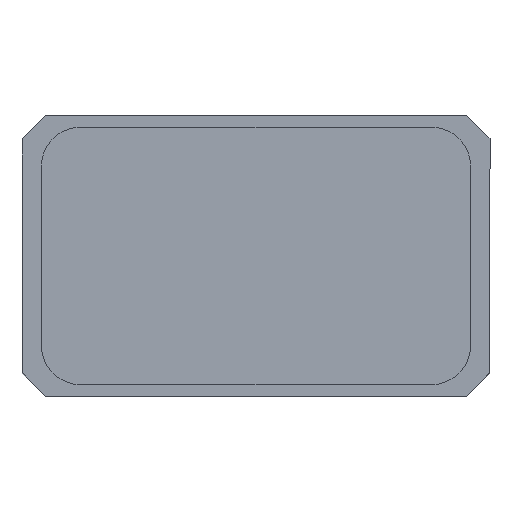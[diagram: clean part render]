
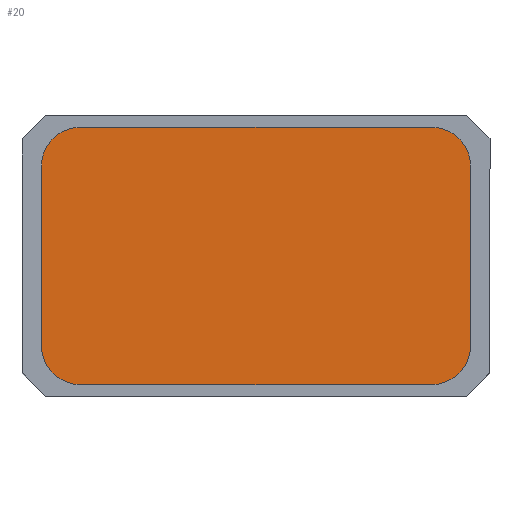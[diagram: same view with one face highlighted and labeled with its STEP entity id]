
A CAD part, top view. The second image highlights one B-rep face of the part: STEP entity #20.
In plain terms, the highlighted planar face has unit normal (0, 0, 1).
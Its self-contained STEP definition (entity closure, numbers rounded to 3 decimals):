
#20 = ADVANCED_FACE ( 'NONE', ( #502 ), #230, .F. ) ;
#27 = VERTEX_POINT ( 'NONE', #259 ) ;
#29 = VERTEX_POINT ( 'NONE', #264 ) ;
#30 = VERTEX_POINT ( 'NONE', #260 ) ;
#32 = VERTEX_POINT ( 'NONE', #266 ) ;
#33 = VERTEX_POINT ( 'NONE', #267 ) ;
#36 = VERTEX_POINT ( 'NONE', #269 ) ;
#37 = VERTEX_POINT ( 'NONE', #270 ) ;
#48 = VERTEX_POINT ( 'NONE', #281 ) ;
#229 = CARTESIAN_POINT ( 'NONE',  ( -2.25, -1.15, 1.2 ) ) ;
#230 = PLANE ( 'NONE',  #817 ) ;
#239 = DIRECTION ( 'NONE',  ( 0., 0., -1. ) ) ;
#240 = DIRECTION ( 'NONE',  ( -1., 0., 0. ) ) ;
#259 = CARTESIAN_POINT ( 'NONE',  ( 2.25, 1.65, 1.2 ) ) ;
#260 = CARTESIAN_POINT ( 'NONE',  ( 2.75, -1.15, 1.2 ) ) ;
#264 = CARTESIAN_POINT ( 'NONE',  ( 2.25, -1.65, 1.2 ) ) ;
#266 = CARTESIAN_POINT ( 'NONE',  ( -2.25, -1.65, 1.2 ) ) ;
#267 = CARTESIAN_POINT ( 'NONE',  ( -2.75, -1.15, 1.2 ) ) ;
#269 = CARTESIAN_POINT ( 'NONE',  ( -2.25, 1.65, 1.2 ) ) ;
#270 = CARTESIAN_POINT ( 'NONE',  ( 2.75, 1.15, 1.2 ) ) ;
#281 = CARTESIAN_POINT ( 'NONE',  ( -2.75, 1.15, 1.2 ) ) ;
#328 = CARTESIAN_POINT ( 'NONE',  ( -2.75, -1.15, 1.2 ) ) ;
#329 = DIRECTION ( 'NONE',  ( 0., -1., 0. ) ) ;
#337 = CARTESIAN_POINT ( 'NONE',  ( -2.25, 1.65, 1.2 ) ) ;
#340 = CARTESIAN_POINT ( 'NONE',  ( 2.25, -1.15, 1.2 ) ) ;
#341 = DIRECTION ( 'NONE',  ( 0., 0., 1. ) ) ;
#342 = DIRECTION ( 'NONE',  ( 1., 0., 0. ) ) ;
#346 = CARTESIAN_POINT ( 'NONE',  ( 2.25, 1.15, 1.2 ) ) ;
#347 = DIRECTION ( 'NONE',  ( -1., 0., 0. ) ) ;
#349 = DIRECTION ( 'NONE',  ( 0., 0., 1. ) ) ;
#350 = DIRECTION ( 'NONE',  ( -1., 0., 0. ) ) ;
#351 = CARTESIAN_POINT ( 'NONE',  ( 2.75, -1.15, 1.2 ) ) ;
#352 = DIRECTION ( 'NONE',  ( 0., 1., 0. ) ) ;
#361 = CARTESIAN_POINT ( 'NONE',  ( -2.25, 1.15, 1.2 ) ) ;
#362 = DIRECTION ( 'NONE',  ( 0., 0., 1. ) ) ;
#363 = DIRECTION ( 'NONE',  ( -1., 0., 0. ) ) ;
#377 = CARTESIAN_POINT ( 'NONE',  ( -2.25, -1.15, 1.2 ) ) ;
#385 = DIRECTION ( 'NONE',  ( 0., 0., 1. ) ) ;
#386 = DIRECTION ( 'NONE',  ( -1., 0., 0. ) ) ;
#393 = CARTESIAN_POINT ( 'NONE',  ( -2.25, -1.65, 1.2 ) ) ;
#394 = DIRECTION ( 'NONE',  ( 1., 0., 0. ) ) ;
#502 = FACE_OUTER_BOUND ( 'NONE', #768, .T. ) ;
#568 = VECTOR ( 'NONE', #394, 1000. ) ;
#569 = LINE ( 'NONE', #393, #568 ) ;
#571 = CIRCLE ( 'NONE', #807, 0.5 ) ;
#632 = ORIENTED_EDGE ( 'NONE', *, *, #851, .T. ) ;
#638 = ORIENTED_EDGE ( 'NONE', *, *, #861, .T. ) ;
#639 = ORIENTED_EDGE ( 'NONE', *, *, #827, .T. ) ;
#645 = CIRCLE ( 'NONE', #793, 0.5 ) ;
#672 = ORIENTED_EDGE ( 'NONE', *, *, #893, .T. ) ;
#673 = ORIENTED_EDGE ( 'NONE', *, *, #846, .T. ) ;
#675 = ORIENTED_EDGE ( 'NONE', *, *, #852, .T. ) ;
#679 = VECTOR ( 'NONE', #347, 1000. ) ;
#682 = ORIENTED_EDGE ( 'NONE', *, *, #882, .T. ) ;
#689 = CIRCLE ( 'NONE', #806, 0.5 ) ;
#690 = LINE ( 'NONE', #337, #679 ) ;
#691 = VECTOR ( 'NONE', #352, 1000. ) ;
#692 = LINE ( 'NONE', #351, #691 ) ;
#718 = CIRCLE ( 'NONE', #810, 0.5 ) ;
#768 = EDGE_LOOP ( 'NONE', ( #682, #672, #673, #781, #675, #632, #638, #639 ) ) ;
#778 = LINE ( 'NONE', #328, #779 ) ;
#779 = VECTOR ( 'NONE', #329, 1000. ) ;
#781 = ORIENTED_EDGE ( 'NONE', *, *, #853, .T. ) ;
#793 = AXIS2_PLACEMENT_3D ( 'NONE', #361, #362, #363 ) ;
#806 = AXIS2_PLACEMENT_3D ( 'NONE', #340, #341, #342 ) ;
#807 = AXIS2_PLACEMENT_3D ( 'NONE', #377, #385, #386 ) ;
#810 = AXIS2_PLACEMENT_3D ( 'NONE', #346, #349, #350 ) ;
#817 = AXIS2_PLACEMENT_3D ( 'NONE', #229, #239, #240 ) ;
#827 = EDGE_CURVE ( 'NONE', #48, #33, #778, .T. ) ;
#846 = EDGE_CURVE ( 'NONE', #29, #30, #689, .T. ) ;
#851 = EDGE_CURVE ( 'NONE', #27, #36, #690, .T. ) ;
#852 = EDGE_CURVE ( 'NONE', #37, #27, #718, .T. ) ;
#853 = EDGE_CURVE ( 'NONE', #30, #37, #692, .T. ) ;
#861 = EDGE_CURVE ( 'NONE', #36, #48, #645, .T. ) ;
#882 = EDGE_CURVE ( 'NONE', #33, #32, #571, .T. ) ;
#893 = EDGE_CURVE ( 'NONE', #32, #29, #569, .T. ) ;
